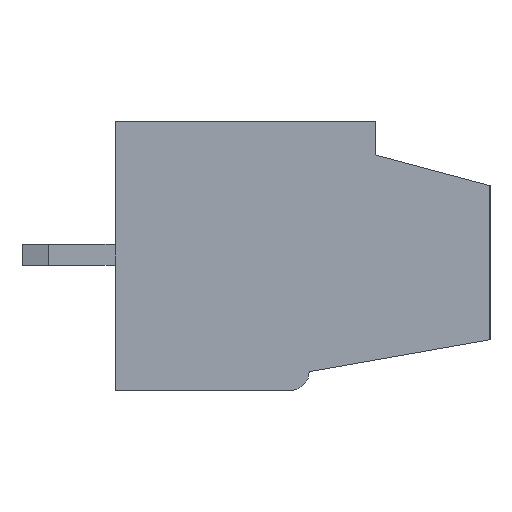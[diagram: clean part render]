
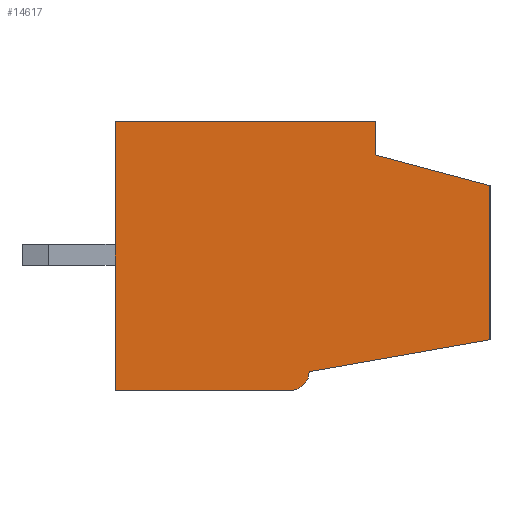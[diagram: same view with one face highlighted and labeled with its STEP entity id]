
A CAD part, left-side view. The second image highlights one B-rep face of the part: STEP entity #14617.
In plain terms, the highlighted planar face has unit normal (-1, 0, 0).
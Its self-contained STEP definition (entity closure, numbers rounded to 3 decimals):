
#103=DIRECTION('',(0.,0.,1.));
#104=VECTOR('',#103,5.799);
#105=CARTESIAN_POINT('',(-28.371,-0.1,-3.101));
#106=LINE('',#105,#104);
#3825=DIRECTION('',(0.,-1.,0.));
#3826=VECTOR('',#3825,6.6);
#3827=CARTESIAN_POINT('',(-28.371,14.,-5.));
#3828=LINE('',#3827,#3826);
#4013=DIRECTION('',(0.,0.,-1.));
#4014=VECTOR('',#4013,10.1);
#4015=CARTESIAN_POINT('',(-28.371,14.,5.1));
#4016=LINE('',#4015,#4014);
#4569=DIRECTION('',(0.,1.,0.));
#4570=VECTOR('',#4569,9.8);
#4571=CARTESIAN_POINT('',(-28.371,4.2,5.1));
#4572=LINE('',#4571,#4570);
#4733=DIRECTION('',(0.,0.985,-0.174));
#4734=VECTOR('',#4733,6.905);
#4735=CARTESIAN_POINT('',(-28.371,-0.1,-3.101));
#4736=LINE('',#4735,#4734);
#4737=CARTESIAN_POINT('',(-28.371,7.4,-4.3));
#4738=DIRECTION('',(1.,0.,0.));
#4739=DIRECTION('',(0.,-1.,0.));
#4740=AXIS2_PLACEMENT_3D('',#4737,#4738,#4739);
#4742=DIRECTION('',(0.,0.,-1.));
#4743=VECTOR('',#4742,1.25);
#4744=CARTESIAN_POINT('',(-28.371,4.2,5.1));
#4745=LINE('',#4744,#4743);
#4746=DIRECTION('',(0.,-0.966,-0.259));
#4747=VECTOR('',#4746,4.452);
#4748=CARTESIAN_POINT('',(-28.371,4.2,3.85));
#4749=LINE('',#4748,#4747);
#8552=CARTESIAN_POINT('',(-28.371,14.,-5.));
#8553=CARTESIAN_POINT('',(-28.371,7.4,-5.));
#8554=VERTEX_POINT('',#8552);
#8555=VERTEX_POINT('',#8553);
#8556=CARTESIAN_POINT('',(-28.371,6.7,-4.3));
#8557=VERTEX_POINT('',#8556);
#8558=CARTESIAN_POINT('',(-28.371,14.,5.1));
#8559=VERTEX_POINT('',#8558);
#8560=CARTESIAN_POINT('',(-28.371,4.2,5.1));
#8561=CARTESIAN_POINT('',(-28.371,4.2,3.85));
#8562=VERTEX_POINT('',#8560);
#8563=VERTEX_POINT('',#8561);
#8564=CARTESIAN_POINT('',(-28.371,-0.1,-3.101));
#8565=VERTEX_POINT('',#8564);
#8566=CARTESIAN_POINT('',(-28.371,-0.1,2.698));
#8567=VERTEX_POINT('',#8566);
#14602=CARTESIAN_POINT('',(-28.371,0.,0.));
#14603=DIRECTION('',(-1.,0.,0.));
#14604=DIRECTION('',(0.,-1.,0.));
#14605=AXIS2_PLACEMENT_3D('',#14602,#14603,#14604);
#14606=PLANE('',#14605);
#14607=ORIENTED_EDGE('',*,*,#8605,.F.);
#14608=ORIENTED_EDGE('',*,*,#13239,.T.);
#14609=ORIENTED_EDGE('',*,*,#13258,.T.);
#14610=ORIENTED_EDGE('',*,*,#13305,.F.);
#14611=ORIENTED_EDGE('',*,*,#13383,.F.);
#14612=ORIENTED_EDGE('',*,*,#14438,.F.);
#14613=ORIENTED_EDGE('',*,*,#14517,.T.);
#14614=ORIENTED_EDGE('',*,*,#14594,.T.);
#14615=EDGE_LOOP('',(#14607,#14608,#14609,#14610,#14611,#14612,#14613,#14614));
#14616=FACE_OUTER_BOUND('',#14615,.F.);
#4741=CIRCLE('',#4740,0.7);
#8605=EDGE_CURVE('',#8565,#8567,#106,.T.);
#13239=EDGE_CURVE('',#8565,#8557,#4736,.T.);
#13258=EDGE_CURVE('',#8557,#8555,#4741,.T.);
#13305=EDGE_CURVE('',#8554,#8555,#3828,.T.);
#13383=EDGE_CURVE('',#8559,#8554,#4016,.T.);
#14438=EDGE_CURVE('',#8562,#8559,#4572,.T.);
#14517=EDGE_CURVE('',#8562,#8563,#4745,.T.);
#14594=EDGE_CURVE('',#8563,#8567,#4749,.T.);
#14617=ADVANCED_FACE('',(#14616),#14606,.T.);
